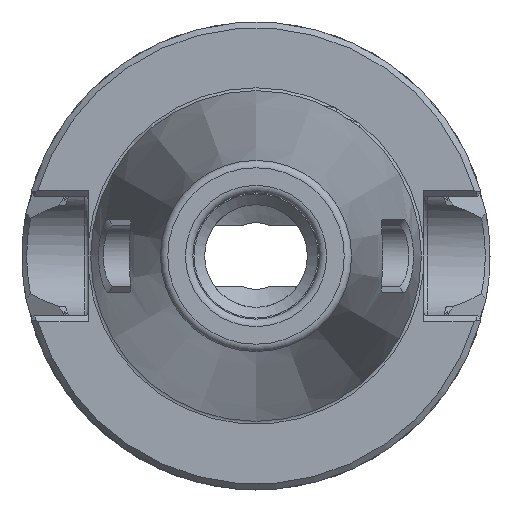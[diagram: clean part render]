
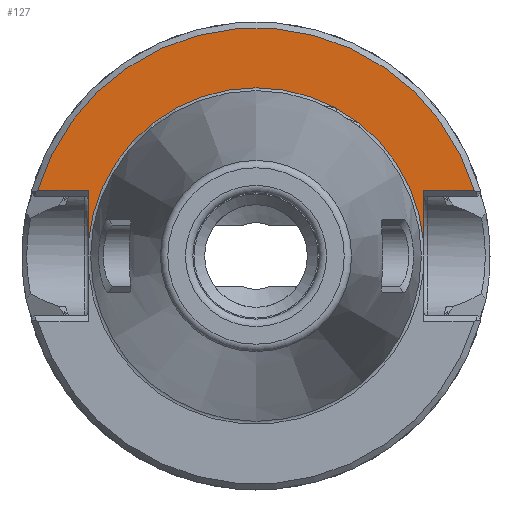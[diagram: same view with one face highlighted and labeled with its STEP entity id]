
A CAD part, left-side view. The second image highlights one B-rep face of the part: STEP entity #127.
In plain terms, the highlighted planar face has unit normal (-1, 0, 0).
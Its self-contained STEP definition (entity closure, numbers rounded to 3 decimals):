
#127 = ADVANCED_FACE( '', ( #344 ), #345, .T. );
#344 = FACE_OUTER_BOUND( '', #671, .T. );
#345 = PLANE( '', #672 );
#671 = EDGE_LOOP( '', ( #1129, #1130, #1131, #1132, #1133, #1134 ) );
#672 = AXIS2_PLACEMENT_3D( '', #1135, #1136, #1137 );
#1129 = ORIENTED_EDGE( '', *, *, #1967, .T. );
#1130 = ORIENTED_EDGE( '', *, *, #1968, .T. );
#1131 = ORIENTED_EDGE( '', *, *, #1969, .T. );
#1132 = ORIENTED_EDGE( '', *, *, #1970, .F. );
#1133 = ORIENTED_EDGE( '', *, *, #1971, .T. );
#1134 = ORIENTED_EDGE( '', *, *, #1972, .T. );
#1135 = CARTESIAN_POINT( '', ( 2., 0., 22.644 ) );
#1136 = DIRECTION( '', ( -1., 0., 0. ) );
#1137 = DIRECTION( '', ( 0., 0., 1. ) );
#1967 = EDGE_CURVE( '', #2314, #2315, #2316, .T. );
#1968 = EDGE_CURVE( '', #2315, #2317, #2318, .T. );
#1969 = EDGE_CURVE( '', #2317, #2319, #2320, .T. );
#1970 = EDGE_CURVE( '', #2321, #2319, #2322, .T. );
#1971 = EDGE_CURVE( '', #2321, #2323, #2324, .T. );
#1972 = EDGE_CURVE( '', #2323, #2314, #2325, .T. );
#2314 = VERTEX_POINT( '', #2827 );
#2315 = VERTEX_POINT( '', #2828 );
#2316 = CIRCLE( '', #2829, 30.7 );
#2317 = VERTEX_POINT( '', #2830 );
#2318 = LINE( '', #2831, #2832 );
#2319 = VERTEX_POINT( '', #2833 );
#2320 = LINE( '', #2834, #2835 );
#2321 = VERTEX_POINT( '', #2836 );
#2322 = CIRCLE( '', #2837, 22.644 );
#2323 = VERTEX_POINT( '', #2838 );
#2324 = LINE( '', #2839, #2840 );
#2325 = LINE( '', #2841, #2842 );
#2827 = CARTESIAN_POINT( '', ( 2., -29.397, 8.85 ) );
#2828 = CARTESIAN_POINT( '', ( 2., 29.397, 8.85 ) );
#2829 = AXIS2_PLACEMENT_3D( '', #4166, #4167, #4168 );
#2830 = CARTESIAN_POINT( '', ( 2., 22.55, 8.85 ) );
#2831 = CARTESIAN_POINT( '', ( 2., 0., 8.85 ) );
#2832 = VECTOR( '', #4169, 1000. );
#2833 = CARTESIAN_POINT( '', ( 2., 22.55, 2.061 ) );
#2834 = CARTESIAN_POINT( '', ( 2., 22.55, 22.644 ) );
#2835 = VECTOR( '', #4170, 1000. );
#2836 = CARTESIAN_POINT( '', ( 2., -22.55, 2.061 ) );
#2837 = AXIS2_PLACEMENT_3D( '', #4171, #4172, #4173 );
#2838 = CARTESIAN_POINT( '', ( 2., -22.55, 8.85 ) );
#2839 = CARTESIAN_POINT( '', ( 2., -22.55, 22.644 ) );
#2840 = VECTOR( '', #4174, 1000. );
#2841 = CARTESIAN_POINT( '', ( 2., 0., 8.85 ) );
#2842 = VECTOR( '', #4175, 1000. );
#4166 = CARTESIAN_POINT( '', ( 2., 0., 0. ) );
#4167 = DIRECTION( '', ( -1., 0., 0. ) );
#4168 = DIRECTION( '', ( 0., 0., 1. ) );
#4169 = DIRECTION( '', ( 0., -1., 0. ) );
#4170 = DIRECTION( '', ( 0., 0., -1. ) );
#4171 = CARTESIAN_POINT( '', ( 2., 0., 0. ) );
#4172 = DIRECTION( '', ( -1., 0., 0. ) );
#4173 = DIRECTION( '', ( 0., 0., 1. ) );
#4174 = DIRECTION( '', ( 0., 0., 1. ) );
#4175 = DIRECTION( '', ( 0., -1., 0. ) );
